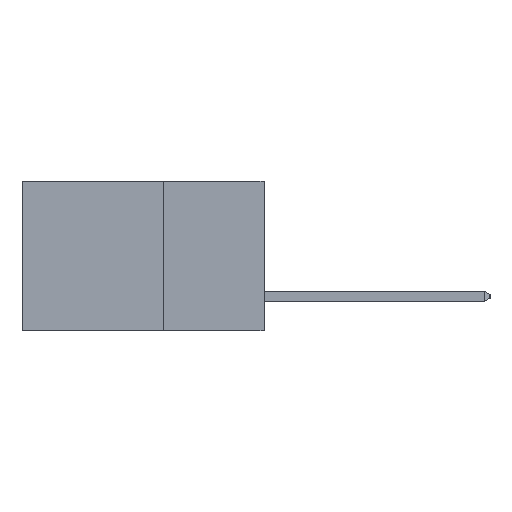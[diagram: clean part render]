
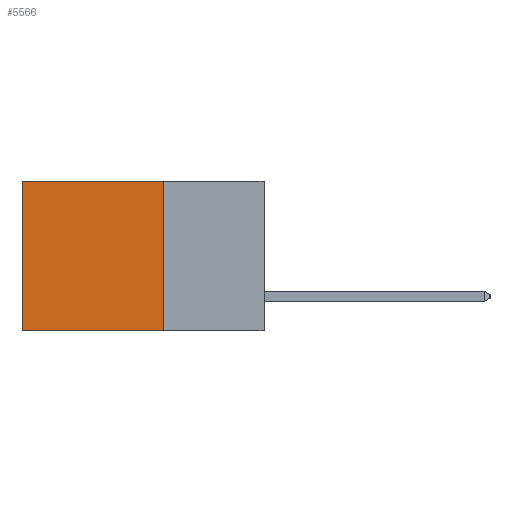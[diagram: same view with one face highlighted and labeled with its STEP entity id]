
A CAD part, left-side view. The second image highlights one B-rep face of the part: STEP entity #5566.
In plain terms, the highlighted planar face has unit normal (-1, 0, 0).
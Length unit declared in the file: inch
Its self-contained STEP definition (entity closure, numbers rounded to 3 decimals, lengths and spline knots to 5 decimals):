
#136 = DIRECTION ( 'NONE',  ( 0., 0., -1. ) ) ;
#1087 = LINE ( 'NONE', #9420, #8127 ) ;
#1789 = VECTOR ( 'NONE', #11138, 39.37008 ) ;
#1850 = DIRECTION ( 'NONE',  ( 0., 0., -1. ) ) ;
#2441 = AXIS2_PLACEMENT_3D ( 'NONE', #13476, #5749, #14680 ) ;
#3038 = VERTEX_POINT ( 'NONE', #14829 ) ;
#3740 = EDGE_CURVE ( 'NONE', #5452, #9052, #5770, .T. ) ;
#4712 = ORIENTED_EDGE ( 'NONE', *, *, #3740, .F. ) ;
#4979 = EDGE_CURVE ( 'NONE', #8314, #5452, #6529, .T. ) ;
#5068 = EDGE_LOOP ( 'NONE', ( #9708, #4712, #10322, #14702 ) ) ;
#5442 = CARTESIAN_POINT ( 'NONE',  ( 0.2615, 0.6, -0.37 ) ) ;
#5452 = VERTEX_POINT ( 'NONE', #15633 ) ;
#5566 = ADVANCED_FACE ( 'NONE', ( #14302 ), #12146, .F. ) ;
#5749 = DIRECTION ( 'NONE',  ( 1., 0., 0. ) ) ;
#5770 = LINE ( 'NONE', #14863, #1789 ) ;
#6042 = VECTOR ( 'NONE', #136, 39.37008 ) ;
#6050 = CARTESIAN_POINT ( 'NONE',  ( 0.2615, 0.6, -0.37 ) ) ;
#6529 = LINE ( 'NONE', #11039, #9568 ) ;
#8127 = VECTOR ( 'NONE', #10950, 39.37008 ) ;
#8314 = VERTEX_POINT ( 'NONE', #10949 ) ;
#9052 = VERTEX_POINT ( 'NONE', #6050 ) ;
#9420 = CARTESIAN_POINT ( 'NONE',  ( 0.2615, 0.25, 0. ) ) ;
#9568 = VECTOR ( 'NONE', #1850, 39.37008 ) ;
#9708 = ORIENTED_EDGE ( 'NONE', *, *, #10120, .T. ) ;
#10120 = EDGE_CURVE ( 'NONE', #3038, #9052, #16232, .T. ) ;
#10322 = ORIENTED_EDGE ( 'NONE', *, *, #4979, .F. ) ;
#10949 = CARTESIAN_POINT ( 'NONE',  ( 0.2615, 0.25, 0. ) ) ;
#10950 = DIRECTION ( 'NONE',  ( 0., 1., 0. ) ) ;
#11039 = CARTESIAN_POINT ( 'NONE',  ( 0.2615, 0.25, -0.37 ) ) ;
#11138 = DIRECTION ( 'NONE',  ( 0., 1., 0. ) ) ;
#12146 = PLANE ( 'NONE',  #2441 ) ;
#13476 = CARTESIAN_POINT ( 'NONE',  ( 0.2615, 0.25, -0.37 ) ) ;
#14302 = FACE_OUTER_BOUND ( 'NONE', #5068, .T. ) ;
#14581 = EDGE_CURVE ( 'NONE', #8314, #3038, #1087, .T. ) ;
#14680 = DIRECTION ( 'NONE',  ( 0., 0., -1. ) ) ;
#14702 = ORIENTED_EDGE ( 'NONE', *, *, #14581, .T. ) ;
#14829 = CARTESIAN_POINT ( 'NONE',  ( 0.2615, 0.6, 0. ) ) ;
#14863 = CARTESIAN_POINT ( 'NONE',  ( 0.2615, 0.25, -0.37 ) ) ;
#15633 = CARTESIAN_POINT ( 'NONE',  ( 0.2615, 0.25, -0.37 ) ) ;
#16232 = LINE ( 'NONE', #5442, #6042 ) ;
